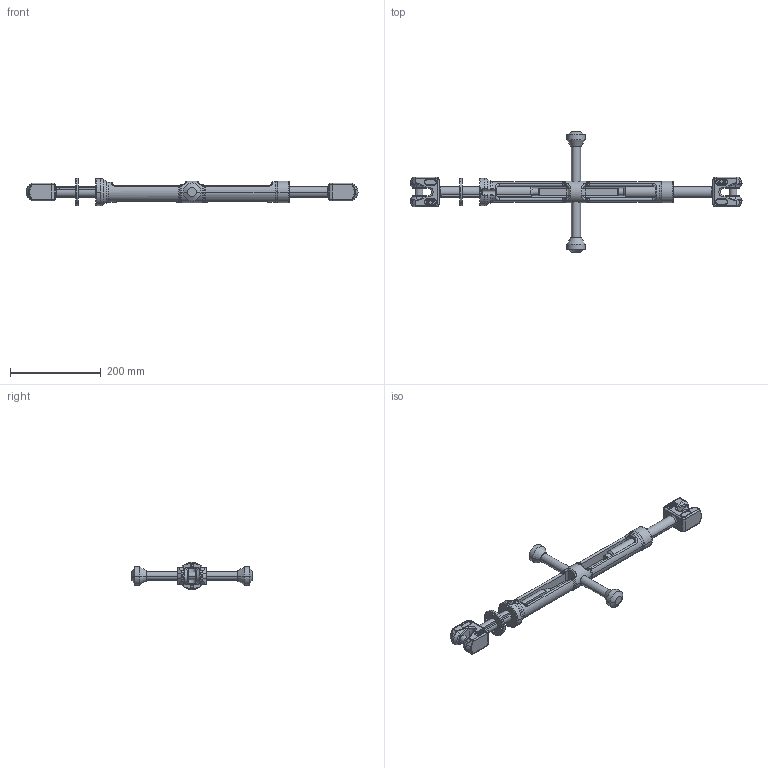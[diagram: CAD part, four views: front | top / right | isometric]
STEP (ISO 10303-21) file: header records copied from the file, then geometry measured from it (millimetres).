
FILE_DESCRIPTION((''),'2;1');
FILE_NAME('001-M34854-P-1_ASM','2013-11-18T',('Andreas.Wendler'),(''),'PRO/ENGINEER BY PARAMETRIC TECHNOLOGY CORPORATION, 2010140','PRO/ENGINEER BY PARAMETRIC TECHNOLOGY CORPORATION, 2010140','');
FILE_SCHEMA(('CONFIG_CONTROL_DESIGN'));
Length unit declared in the file: millimetre
Products named in the file (6): 001-M34849-P-1; 001-M34865-P-3; 001-M34448-P-1; 001-M34449-P-1; 001-M34445-P-1; 001-M34854-P-1_ASM
Assembly tree (5 placements, depth 2):
  001-M34854-P-1_ASM
    001-M34849-P-1
    001-M34865-P-3
    001-M34448-P-1
    001-M34449-P-1
    001-M34445-P-1
Bounding box: 730 x 264 x 60 mm (x, y, z)
Volume: 917861.5 mm3; surface area: 185706.2 mm2
Topology: 5 solids, 5 shells, 1435 faces, 3805 edges, 2432 vertices
Faces by surface type: plane 991, cylinder 203, torus 98, bspline 92, cone 27, sphere 24
Entity records: 48036 total; most frequent: CARTESIAN_POINT 12547, ORIENTED_EDGE 7610, DIRECTION 6953, EDGE_CURVE 3805, VECTOR 2965, LINE 2965, VERTEX_POINT 2432, AXIS2_PLACEMENT_3D 1994
